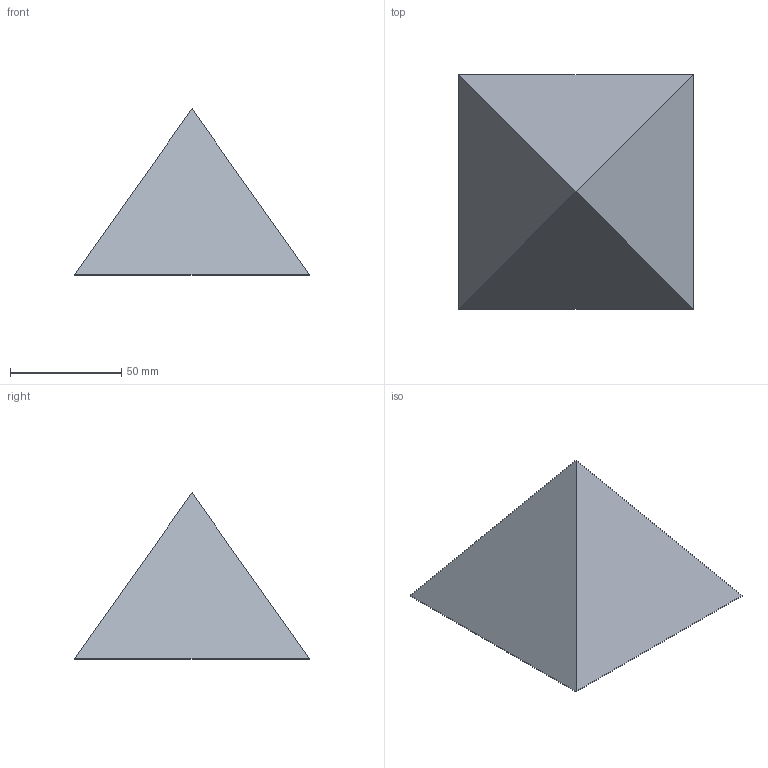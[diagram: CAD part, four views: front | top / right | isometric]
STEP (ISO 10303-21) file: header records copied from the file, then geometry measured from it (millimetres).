
FILE_DESCRIPTION(('Open CASCADE Model'),'2;1');
FILE_NAME('Open CASCADE Shape Model','2023-04-11T17:11:24',('Author'),( 'Open CASCADE'),'Open CASCADE STEP processor 7.7','Open CASCADE 7.7' ,'Unknown');
FILE_SCHEMA(('AUTOMOTIVE_DESIGN { 1 0 10303 214 1 1 1 1 }'));
Length unit declared in the file: millimetre
Products named in the file (1): Open CASCADE STEP translator 7.7 15
Bounding box: 105.71 x 105.71 x 74.92 mm (x, y, z)
Volume: 280575.4 mm3; surface area: 30610.9 mm2
Topology: 1 solids, 1 shells, 9 faces, 16 edges, 9 vertices
Faces by surface type: plane 9
Entity records: 420 total; most frequent: CARTESIAN_POINT 75, DIRECTION 60, LINE 40, VECTOR 40, ORIENTED_EDGE 32, PCURVE 32, DEFINITIONAL_REPRESENTATION 32, EDGE_CURVE 16
